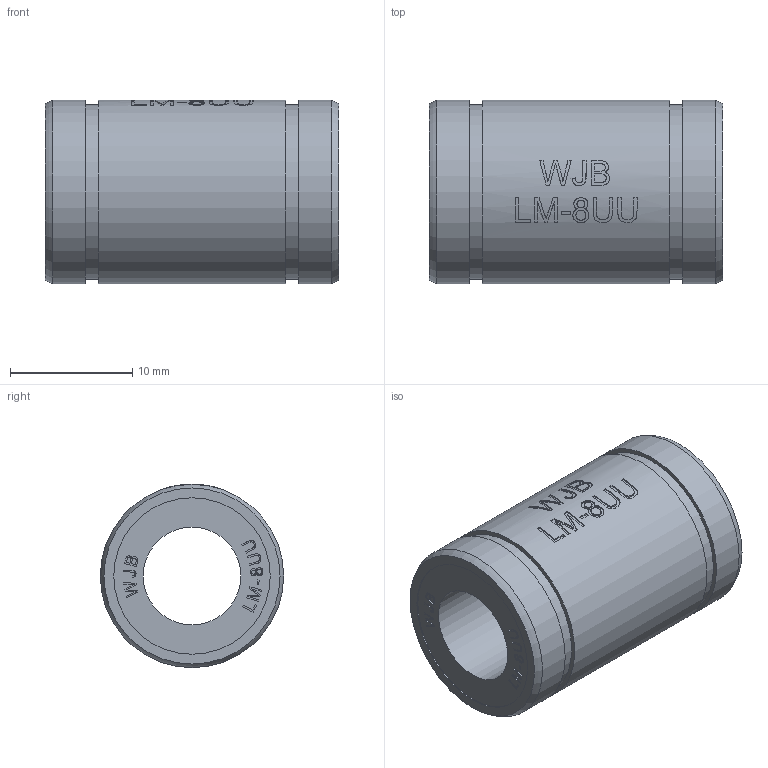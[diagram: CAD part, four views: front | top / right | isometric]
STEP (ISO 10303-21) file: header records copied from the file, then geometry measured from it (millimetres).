
FILE_DESCRIPTION(/* description */ (''),/* implementation_level */ '2;1');
FILE_NAME(/* name */ 'WJB-LM-8B-8UU.stp',/* time_stamp */ '2019-01-27T11:33:15+08:00',/* author */ (''),/* organization */ (''),/* preprocessor_version */ 'ST-DEVELOPER v11',/* originating_system */ 'SIEMENS UGS NX 6.0',/* authorisation */ '');
FILE_SCHEMA (('AUTOMOTIVE_DESIGN { 1 0 10303 214 1 1 1 1 }'));
Length unit declared in the file: millimetre
Products named in the file (1): ROCKE321yzys
Bounding box: 24 x 15 x 15 mm (x, y, z)
Volume: 2973.7 mm3; surface area: 2045.4 mm2
Topology: 1 solids, 1 shells, 264 faces, 649 edges, 432 vertices
Faces by surface type: plane 154, extrusion 87, cylinder 21, torus 2
Full cylindrical faces by diameter (mm): 8 x1, 12.8 x2, 14.3 x2, 15 x3
Entity records: 10488 total; most frequent: CARTESIAN_POINT 4681, ORIENTED_EDGE 1278, DIRECTION 884, EDGE_CURVE 639, VERTEX_POINT 432, VECTOR 416, B_SPLINE_CURVE_WITH_KNOTS 341, LINE 329
